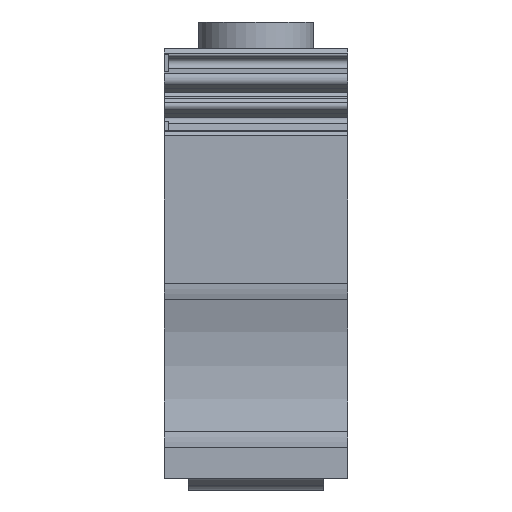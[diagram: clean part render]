
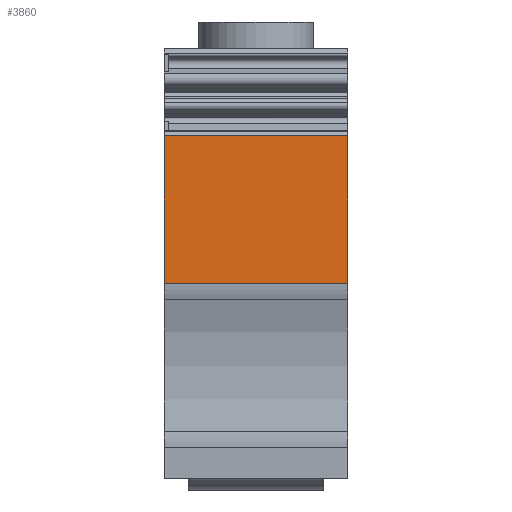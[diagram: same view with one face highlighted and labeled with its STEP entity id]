
A CAD part, left-side view. The second image highlights one B-rep face of the part: STEP entity #3860.
In plain terms, the highlighted planar face has unit normal (-1, 0, 0).
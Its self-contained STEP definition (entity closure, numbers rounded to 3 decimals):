
#331=ORIENTED_EDGE('',*,*,#1491,.T.);
#332=ORIENTED_EDGE('',*,*,#1492,.T.);
#333=ORIENTED_EDGE('',*,*,#1493,.F.);
#334=ORIENTED_EDGE('',*,*,#1441,.F.);
#1441=EDGE_CURVE('',#2021,#2022,#2388,.T.);
#1491=EDGE_CURVE('',#2021,#2070,#2422,.F.);
#1492=EDGE_CURVE('',#2070,#2071,#2423,.T.);
#1493=EDGE_CURVE('',#2022,#2071,#2424,.T.);
#2021=VERTEX_POINT('',#5700);
#2022=VERTEX_POINT('',#5702);
#2070=VERTEX_POINT('',#5803);
#2071=VERTEX_POINT('',#5805);
#2388=LINE('',#5701,#2856);
#2422=LINE('',#5802,#2890);
#2423=LINE('',#5804,#2891);
#2424=LINE('',#5806,#2892);
#2856=VECTOR('',#4519,1000.);
#2890=VECTOR('',#4591,1000.);
#2891=VECTOR('',#4592,1000.);
#2892=VECTOR('',#4593,1000.);
#3257=EDGE_LOOP('',(#331,#332,#333,#334));
#3481=FACE_BOUND('',#3257,.T.);
#3705=PLANE('',#4119);
#3860=ADVANCED_FACE('',(#3481),#3705,.T.);
#4119=AXIS2_PLACEMENT_3D('',#5801,#4589,#4590);
#4519=DIRECTION('',(0.,0.,1.));
#4589=DIRECTION('',(-1.,0.,0.));
#4590=DIRECTION('',(0.,0.,1.));
#4591=DIRECTION('',(0.,1.,0.));
#4592=DIRECTION('',(0.,0.,1.));
#4593=DIRECTION('',(0.,-1.,0.));
#5700=CARTESIAN_POINT('',(-44.4,8.75,-1.858));
#5701=CARTESIAN_POINT('',(-44.4,8.75,-20.5));
#5702=CARTESIAN_POINT('',(-44.4,8.75,12.158));
#5801=CARTESIAN_POINT('',(-44.4,-8.75,-20.5));
#5802=CARTESIAN_POINT('',(-44.4,-8.75,-1.858));
#5803=CARTESIAN_POINT('',(-44.4,-8.75,-1.858));
#5804=CARTESIAN_POINT('',(-44.4,-8.75,-20.5));
#5805=CARTESIAN_POINT('',(-44.4,-8.75,12.158));
#5806=CARTESIAN_POINT('',(-44.4,91.227,12.158));
